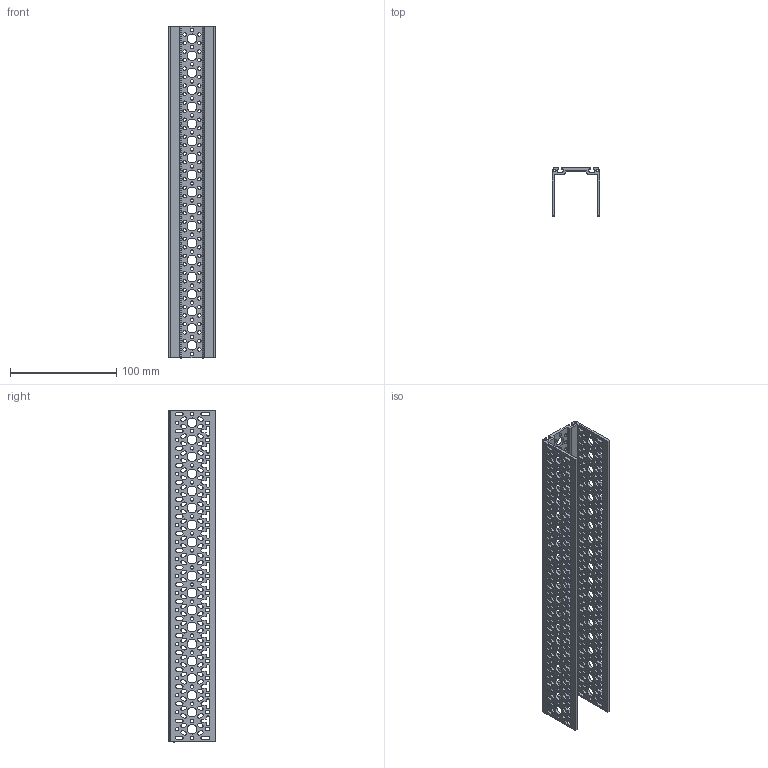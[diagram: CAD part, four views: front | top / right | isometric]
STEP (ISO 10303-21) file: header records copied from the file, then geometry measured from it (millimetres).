
FILE_DESCRIPTION (( 'STEP AP203' ), '1' );
FILE_NAME ('REV-41-1745.STEP', '2020-10-06T19:48:21', ( '' ), ( '' ), 'SwSTEP 2.0', 'SolidWorks 2019', '' );
FILE_SCHEMA (( 'CONFIG_CONTROL_DESIGN' ));
Length unit declared in the file: millimetre
Products named in the file (1): REV-41-1745
Bounding box: 45 x 45 x 312 mm (x, y, z)
Volume: 80590.1 mm3; surface area: 93606.3 mm2
Topology: 1 solids, 1 shells, 1940 faces, 5814 edges, 3876 vertices
Faces by surface type: cylinder 1256, plane 684
Entity records: 68571 total; most frequent: DIRECTION 12208, CARTESIAN_POINT 11631, ORIENTED_EDGE 11628, EDGE_CURVE 5814, AXIS2_PLACEMENT_3D 4453, VERTEX_POINT 3876, VECTOR 3302, LINE 3302
